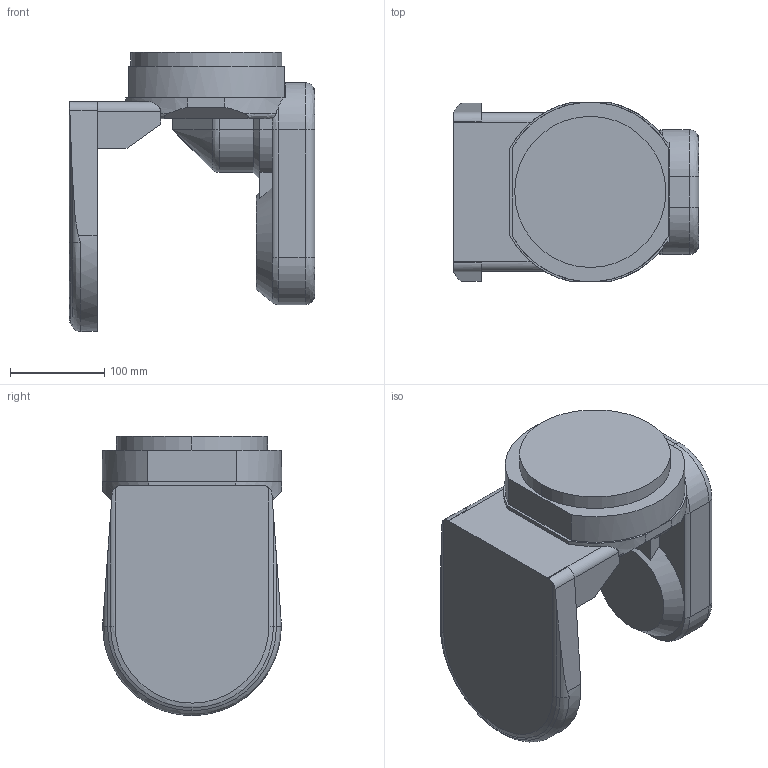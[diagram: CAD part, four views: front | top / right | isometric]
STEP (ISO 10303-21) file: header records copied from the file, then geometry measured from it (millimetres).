
FILE_DESCRIPTION (( 'STEP AP203' ), '1' );
FILE_NAME ('430-j5_Default_sldprt.STEP', '2021-08-15T18:12:56', ( '' ), ( '' ), 'SwSTEP 2.0', 'SolidWorks 2021', '' );
FILE_SCHEMA (( 'CONFIG_CONTROL_DESIGN' ));
Length unit declared in the file: millimetre
Products named in the file (1): 430-j5_Default_sldprt
Bounding box: 259.8 x 190 x 295.5 mm (x, y, z)
Volume: 5122946.2 mm3; surface area: 284176.9 mm2
Topology: 1 solids, 1 shells, 103 faces, 267 edges, 165 vertices
Faces by surface type: plane 46, cylinder 35, bspline 15, cone 7
Entity records: 3757 total; most frequent: CARTESIAN_POINT 1277, ORIENTED_EDGE 530, DIRECTION 478, EDGE_CURVE 265, AXIS2_PLACEMENT_3D 178, VERTEX_POINT 165, LINE 122, VECTOR 122
